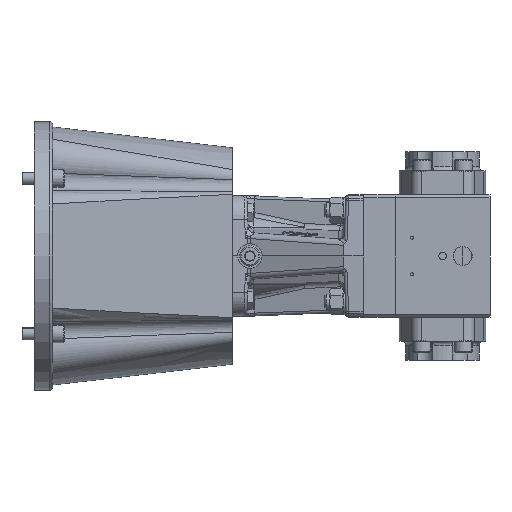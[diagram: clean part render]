
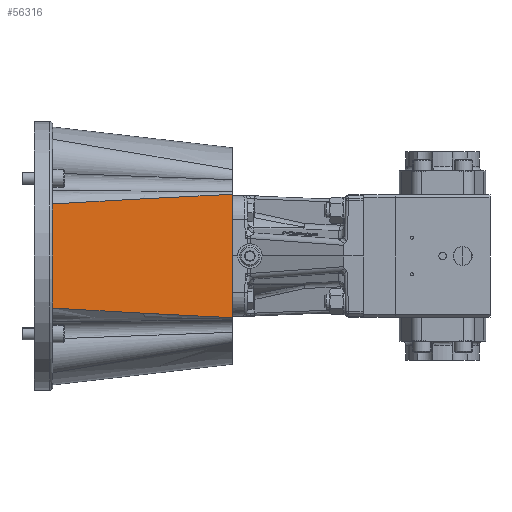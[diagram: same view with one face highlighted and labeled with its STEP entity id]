
A CAD part, front view. The second image highlights one B-rep face of the part: STEP entity #56316.
In plain terms, the highlighted planar face has unit normal (0.1, -0.995, 0).
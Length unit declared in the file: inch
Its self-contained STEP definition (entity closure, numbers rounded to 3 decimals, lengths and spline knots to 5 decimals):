
#2904 = VECTOR ( 'NONE', #54507, 39.37008 ) ;
#2960 = CARTESIAN_POINT ( 'NONE',  ( -5.368, -3.12444, 0. ) ) ;
#4440 = EDGE_CURVE ( 'NONE', #61454, #55012, #72172, .T. ) ;
#6958 = CARTESIAN_POINT ( 'NONE',  ( -5.368, -3.12444, 2.5255 ) ) ;
#11724 = DIRECTION ( 'NONE',  ( 0., 0., -1. ) ) ;
#14315 = ORIENTED_EDGE ( 'NONE', *, *, #4440, .F. ) ;
#24918 = B_SPLINE_CURVE_WITH_KNOTS ( 'NONE', 3,
 ( #27810, #51638, #67419, #99192, #75931, #59709 ),
 .UNSPECIFIED., .F., .F.,
 ( 4, 2, 4 ),
 ( 0., 0.09408, 0.18816 ),
 .UNSPECIFIED. ) ;
#25452 = VERTEX_POINT ( 'NONE', #63411 ) ;
#25925 = ORIENTED_EDGE ( 'NONE', *, *, #74502, .F. ) ;
#27810 = CARTESIAN_POINT ( 'NONE',  ( -12.728, -3.8657, 2.13192 ) ) ;
#29389 = LINE ( 'NONE', #2960, #80799 ) ;
#29428 = EDGE_CURVE ( 'NONE', #55012, #25452, #83354, .T. ) ;
#30331 = CARTESIAN_POINT ( 'NONE',  ( -12.728, -3.8657, 0. ) ) ;
#31196 = CARTESIAN_POINT ( 'NONE',  ( -7.82195, -3.37159, -2.4062 ) ) ;
#38187 = CARTESIAN_POINT ( 'NONE',  ( -12.728, -3.8657, -2.13192 ) ) ;
#42942 = ORIENTED_EDGE ( 'NONE', *, *, #88720, .F. ) ;
#44808 = EDGE_LOOP ( 'NONE', ( #14315, #42942, #25925, #63349 ) ) ;
#44902 = PLANE ( 'NONE',  #52030 ) ;
#47651 = CARTESIAN_POINT ( 'NONE',  ( -5.368, -3.12444, -2.5255 ) ) ;
#48621 = VERTEX_POINT ( 'NONE', #6958 ) ;
#51638 = CARTESIAN_POINT ( 'NONE',  ( -11.50166, -3.74219, 2.20353 ) ) ;
#52030 = AXIS2_PLACEMENT_3D ( 'NONE', #101199, #61013, #69157 ) ;
#54507 = DIRECTION ( 'NONE',  ( 0., 0., 1. ) ) ;
#55003 = CARTESIAN_POINT ( 'NONE',  ( -10.27521, -3.61867, -2.27336 ) ) ;
#55012 = VERTEX_POINT ( 'NONE', #81901 ) ;
#56316 = ADVANCED_FACE ( 'NONE', ( #63419 ), #44902, .F. ) ;
#59709 = CARTESIAN_POINT ( 'NONE',  ( -5.368, -3.12444, 2.5255 ) ) ;
#61013 = DIRECTION ( 'NONE',  ( -0.1, 0.995, 0. ) ) ;
#61454 = VERTEX_POINT ( 'NONE', #76154 ) ;
#63349 = ORIENTED_EDGE ( 'NONE', *, *, #29428, .F. ) ;
#63411 = CARTESIAN_POINT ( 'NONE',  ( -12.728, -3.8657, 2.13192 ) ) ;
#63419 = FACE_OUTER_BOUND ( 'NONE', #44808, .T. ) ;
#67419 = CARTESIAN_POINT ( 'NONE',  ( -10.27521, -3.61867, 2.27336 ) ) ;
#69157 = DIRECTION ( 'NONE',  ( 0., 0., 1. ) ) ;
#71577 = CARTESIAN_POINT ( 'NONE',  ( -6.59513, -3.24803, -2.46907 ) ) ;
#72172 = B_SPLINE_CURVE_WITH_KNOTS ( 'NONE', 3,
 ( #47651, #71577, #31196, #55003, #86328, #38187 ),
 .UNSPECIFIED., .F., .F.,
 ( 4, 2, 4 ),
 ( 0., 0.09408, 0.18816 ),
 .UNSPECIFIED. ) ;
#74502 = EDGE_CURVE ( 'NONE', #25452, #48621, #24918, .T. ) ;
#75931 = CARTESIAN_POINT ( 'NONE',  ( -6.59513, -3.24803, 2.46907 ) ) ;
#76154 = CARTESIAN_POINT ( 'NONE',  ( -5.368, -3.12444, -2.5255 ) ) ;
#80799 = VECTOR ( 'NONE', #11724, 39.37008 ) ;
#81901 = CARTESIAN_POINT ( 'NONE',  ( -12.728, -3.8657, -2.13192 ) ) ;
#83354 = LINE ( 'NONE', #30331, #2904 ) ;
#86328 = CARTESIAN_POINT ( 'NONE',  ( -11.50166, -3.74219, -2.20353 ) ) ;
#88720 = EDGE_CURVE ( 'NONE', #48621, #61454, #29389, .T. ) ;
#99192 = CARTESIAN_POINT ( 'NONE',  ( -7.82195, -3.37159, 2.4062 ) ) ;
#101199 = CARTESIAN_POINT ( 'NONE',  ( -12.91209, -3.88424, -2.65203 ) ) ;
